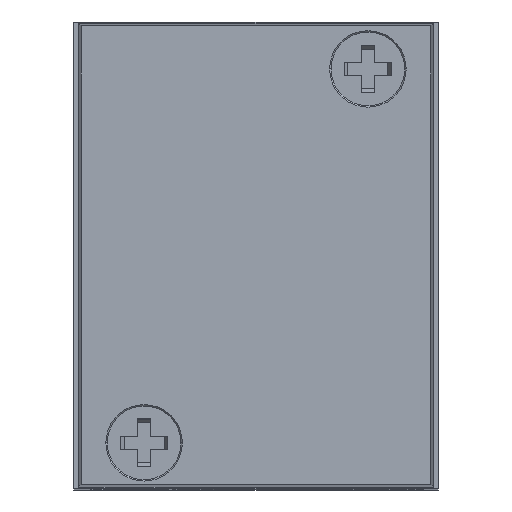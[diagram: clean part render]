
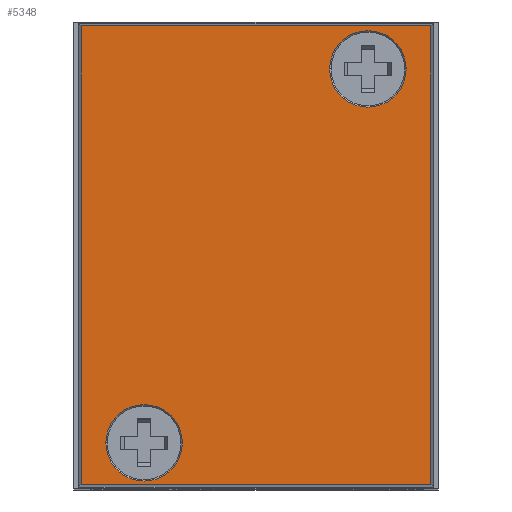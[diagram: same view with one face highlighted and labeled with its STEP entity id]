
A CAD part, top view. The second image highlights one B-rep face of the part: STEP entity #5348.
In plain terms, the highlighted planar face has unit normal (0, 0, 1).
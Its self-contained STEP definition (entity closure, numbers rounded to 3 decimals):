
#1077 = AXIS2_PLACEMENT_3D ( 'NONE', #40198, #40199, #40200 ) ;
#1079 = AXIS2_PLACEMENT_3D ( 'NONE', #40205, #40206, #40207 ) ;
#1389 = AXIS2_PLACEMENT_3D ( 'NONE', #36111, #36112, #36113 ) ;
#1391 = AXIS2_PLACEMENT_3D ( 'NONE', #36114, #36115, #36116 ) ;
#5348 = ADVANCED_FACE ( 'NONE', ( #8584, #8587, #8590 ), #10693, .T. ) ;
#7852 = CIRCLE ( 'NONE', #1389, 2.8 ) ;
#7853 = LINE ( 'NONE', #36117, #7855 ) ;
#7854 = CIRCLE ( 'NONE', #1391, 2.8 ) ;
#7855 = VECTOR ( 'NONE', #36118, 1000. ) ;
#7856 = LINE ( 'NONE', #36119, #7857 ) ;
#7857 = VECTOR ( 'NONE', #36120, 1000. ) ;
#7858 = LINE ( 'NONE', #36121, #7859 ) ;
#7859 = VECTOR ( 'NONE', #36122, 1000. ) ;
#7860 = LINE ( 'NONE', #36123, #7861 ) ;
#7861 = VECTOR ( 'NONE', #36124, 1000. ) ;
#8584 = FACE_BOUND ( 'NONE', #21045, .T. ) ;
#8587 = FACE_BOUND ( 'NONE', #21046, .T. ) ;
#8590 = FACE_OUTER_BOUND ( 'NONE', #21047, .T. ) ;
#10693 = PLANE ( 'NONE',  #35009 ) ;
#10694 = CARTESIAN_POINT ( 'NONE',  ( -12.8, 16.8, 0. ) ) ;
#10695 = DIRECTION ( 'NONE',  ( 0., 0., 1. ) ) ;
#10696 = DIRECTION ( 'NONE',  ( 1., 0., 0. ) ) ;
#12261 = EDGE_CURVE ( 'NONE', #19956, #19957, #30419, .T. ) ;
#12264 = EDGE_CURVE ( 'NONE', #19958, #19959, #30424, .T. ) ;
#12590 = EDGE_CURVE ( 'NONE', #19957, #19956, #7852, .T. ) ;
#12591 = EDGE_CURVE ( 'NONE', #19959, #19958, #7854, .T. ) ;
#12592 = EDGE_CURVE ( 'NONE', #29976, #29977, #7853, .T. ) ;
#12593 = EDGE_CURVE ( 'NONE', #29977, #29978, #7856, .T. ) ;
#12594 = EDGE_CURVE ( 'NONE', #29978, #29979, #7858, .T. ) ;
#12595 = EDGE_CURVE ( 'NONE', #29979, #29976, #7860, .T. ) ;
#17484 = ORIENTED_EDGE ( 'NONE', *, *, #12592, .T. ) ;
#17485 = ORIENTED_EDGE ( 'NONE', *, *, #12593, .T. ) ;
#19956 = VERTEX_POINT ( 'NONE', #23806 ) ;
#19957 = VERTEX_POINT ( 'NONE', #23807 ) ;
#19958 = VERTEX_POINT ( 'NONE', #23809 ) ;
#19959 = VERTEX_POINT ( 'NONE', #23811 ) ;
#21045 = EDGE_LOOP ( 'NONE', ( #41745, #41746 ) ) ;
#21046 = EDGE_LOOP ( 'NONE', ( #41747, #41748 ) ) ;
#21047 = EDGE_LOOP ( 'NONE', ( #17484, #17485, #42209, #42211 ) ) ;
#22041 = CARTESIAN_POINT ( 'NONE',  ( 12.8, 16.8, 0. ) ) ;
#22042 = CARTESIAN_POINT ( 'NONE',  ( -12.8, 16.8, 0. ) ) ;
#22043 = CARTESIAN_POINT ( 'NONE',  ( -12.8, -16.8, 0. ) ) ;
#22044 = CARTESIAN_POINT ( 'NONE',  ( 12.8, -16.8, 0. ) ) ;
#23806 = CARTESIAN_POINT ( 'NONE',  ( 5.4, 13.65, 0. ) ) ;
#23807 = CARTESIAN_POINT ( 'NONE',  ( 11., 13.65, 0. ) ) ;
#23809 = CARTESIAN_POINT ( 'NONE',  ( -11., -13.75, 0. ) ) ;
#23811 = CARTESIAN_POINT ( 'NONE',  ( -5.4, -13.75, 0. ) ) ;
#29976 = VERTEX_POINT ( 'NONE', #22041 ) ;
#29977 = VERTEX_POINT ( 'NONE', #22042 ) ;
#29978 = VERTEX_POINT ( 'NONE', #22043 ) ;
#29979 = VERTEX_POINT ( 'NONE', #22044 ) ;
#30419 = CIRCLE ( 'NONE', #1077, 2.8 ) ;
#30424 = CIRCLE ( 'NONE', #1079, 2.8 ) ;
#35009 = AXIS2_PLACEMENT_3D ( 'NONE', #10694, #10695, #10696 ) ;
#36111 = CARTESIAN_POINT ( 'NONE',  ( 8.2, 13.65, 0. ) ) ;
#36112 = DIRECTION ( 'NONE',  ( 0., 0., 1. ) ) ;
#36113 = DIRECTION ( 'NONE',  ( 1., 0., 0. ) ) ;
#36114 = CARTESIAN_POINT ( 'NONE',  ( -8.2, -13.75, 0. ) ) ;
#36115 = DIRECTION ( 'NONE',  ( 0., 0., 1. ) ) ;
#36116 = DIRECTION ( 'NONE',  ( 1., 0., 0. ) ) ;
#36117 = CARTESIAN_POINT ( 'NONE',  ( 12.8, 16.8, 0. ) ) ;
#36118 = DIRECTION ( 'NONE',  ( -1., 0., 0. ) ) ;
#36119 = CARTESIAN_POINT ( 'NONE',  ( -12.8, 16.8, 0. ) ) ;
#36120 = DIRECTION ( 'NONE',  ( 0., -1., 0. ) ) ;
#36121 = CARTESIAN_POINT ( 'NONE',  ( 12.8, -16.8, 0. ) ) ;
#36122 = DIRECTION ( 'NONE',  ( 1., 0., 0. ) ) ;
#36123 = CARTESIAN_POINT ( 'NONE',  ( 12.8, 16.8, 0. ) ) ;
#36124 = DIRECTION ( 'NONE',  ( 0., 1., 0. ) ) ;
#40198 = CARTESIAN_POINT ( 'NONE',  ( 8.2, 13.65, 0. ) ) ;
#40199 = DIRECTION ( 'NONE',  ( 0., 0., 1. ) ) ;
#40200 = DIRECTION ( 'NONE',  ( 1., 0., 0. ) ) ;
#40205 = CARTESIAN_POINT ( 'NONE',  ( -8.2, -13.75, 0. ) ) ;
#40206 = DIRECTION ( 'NONE',  ( 0., 0., 1. ) ) ;
#40207 = DIRECTION ( 'NONE',  ( 1., 0., 0. ) ) ;
#41745 = ORIENTED_EDGE ( 'NONE', *, *, #12590, .F. ) ;
#41746 = ORIENTED_EDGE ( 'NONE', *, *, #12261, .F. ) ;
#41747 = ORIENTED_EDGE ( 'NONE', *, *, #12591, .F. ) ;
#41748 = ORIENTED_EDGE ( 'NONE', *, *, #12264, .F. ) ;
#42209 = ORIENTED_EDGE ( 'NONE', *, *, #12594, .T. ) ;
#42211 = ORIENTED_EDGE ( 'NONE', *, *, #12595, .T. ) ;
